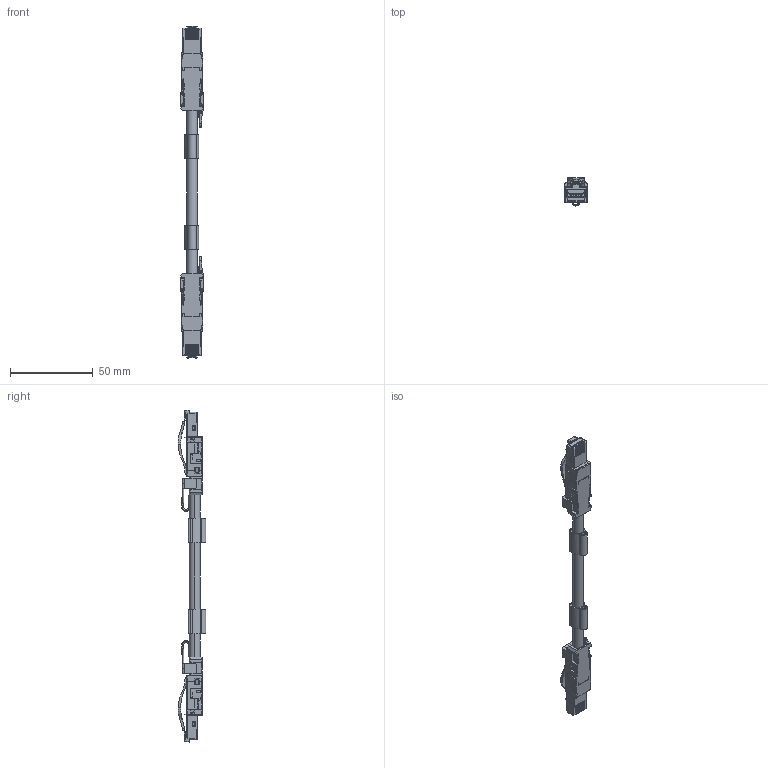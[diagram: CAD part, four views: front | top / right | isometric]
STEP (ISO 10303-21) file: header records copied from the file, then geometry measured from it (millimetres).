
FILE_DESCRIPTION(('CATIA V5 STEP Exchange','CAx-IF Rec.Pracs.--- Model Styling and Organization---1.5--- 2016-08-15','CAx-IF Rec.Pracs.---Supplemental Geometry---1.0---2011-11-01','CAx-IF Rec.Pracs.--- Composite Materials ---1.1---2010-07-15'),'2;1');
FILE_NAME ('259715-2_0', '2025-10-15T05:46:41+00:00', ('none'), ('Weidmueller'), 'CATIA Version 5-6 Release 2024 SP4', 'CATIA V5 STEP AP214 v3', 'none');
FILE_SCHEMA(('AUTOMOTIVE_DESIGN { 1 0 10303 214 1 1 1 1 }'));
Products named in the file (1): 1173030000
Bounding box: 13.7 x 16.78 x 200.57 mm (x, y, z)
Volume: 11818.9 mm3; surface area: 16737.3 mm2
Topology: 1 solids, 1 shells, 2048 faces, 5960 edges, 3802 vertices
Faces by surface type: plane 1510, cylinder 460, sphere 24, torus 22, bspline 18, cone 10, extrusion 4
Entity records: 67148 total; most frequent: CARTESIAN_POINT 17643, ORIENTED_EDGE 11852, DIRECTION 7301, EDGE_CURVE 5926, VECTOR 4912, LINE 4908, VERTEX_POINT 3800, EDGE_LOOP 2132
